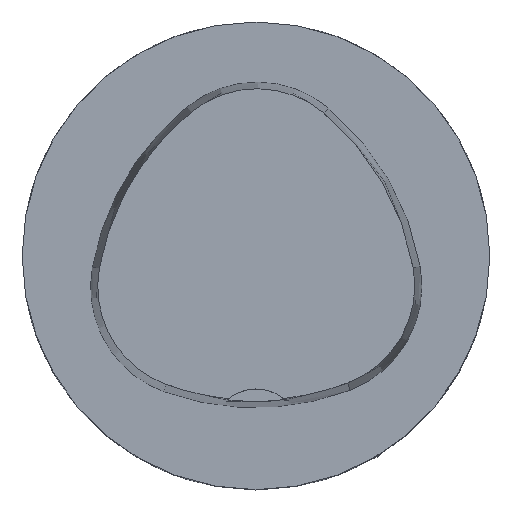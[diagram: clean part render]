
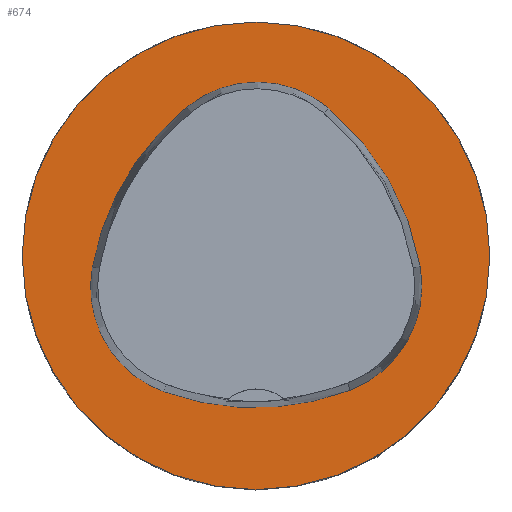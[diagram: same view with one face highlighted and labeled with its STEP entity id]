
A CAD part, top view. The second image highlights one B-rep face of the part: STEP entity #674.
In plain terms, the highlighted planar face has unit normal (0, 0, 1).
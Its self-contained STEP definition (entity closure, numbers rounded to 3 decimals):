
#608=FACE_BOUND('',#960,.T.);
#609=FACE_BOUND('',#961,.T.);
#674=ADVANCED_FACE('',(#608,#609),#766,.T.);
#766=PLANE('',#2343);
#960=EDGE_LOOP('',(#1270,#1271,#1272,#1273,#1274,#1275));
#961=EDGE_LOOP('',(#1276));
#1270=ORIENTED_EDGE('',*,*,#1894,.T.);
#1271=ORIENTED_EDGE('',*,*,#1874,.T.);
#1272=ORIENTED_EDGE('',*,*,#1878,.T.);
#1273=ORIENTED_EDGE('',*,*,#1881,.T.);
#1274=ORIENTED_EDGE('',*,*,#1884,.T.);
#1275=ORIENTED_EDGE('',*,*,#1892,.T.);
#1276=ORIENTED_EDGE('',*,*,#1865,.F.);
#1653=VERTEX_POINT('',#3329);
#1662=VERTEX_POINT('',#3348);
#1663=VERTEX_POINT('',#3349);
#1666=VERTEX_POINT('',#3357);
#1668=VERTEX_POINT('',#3363);
#1670=VERTEX_POINT('',#3369);
#1677=VERTEX_POINT('',#3390);
#1865=EDGE_CURVE('',#1653,#1653,#2056,.T.);
#1874=EDGE_CURVE('',#1662,#1663,#2057,.T.);
#1878=EDGE_CURVE('',#1663,#1666,#2059,.T.);
#1881=EDGE_CURVE('',#1666,#1668,#2061,.T.);
#1884=EDGE_CURVE('',#1668,#1670,#2063,.T.);
#1892=EDGE_CURVE('',#1670,#1677,#2067,.T.);
#1894=EDGE_CURVE('',#1677,#1662,#2069,.T.);
#2056=CIRCLE('',#2315,31.5);
#2057=CIRCLE('',#2321,36.);
#2059=CIRCLE('',#2324,15.);
#2061=CIRCLE('',#2327,36.);
#2063=CIRCLE('',#2330,15.);
#2067=CIRCLE('',#2335,36.);
#2069=CIRCLE('',#2338,15.);
#2315=AXIS2_PLACEMENT_3D('',#3328,#2659,#2660);
#2321=AXIS2_PLACEMENT_3D('',#3347,#2675,#2676);
#2324=AXIS2_PLACEMENT_3D('',#3356,#2683,#2684);
#2327=AXIS2_PLACEMENT_3D('',#3362,#2690,#2691);
#2330=AXIS2_PLACEMENT_3D('',#3368,#2697,#2698);
#2335=AXIS2_PLACEMENT_3D('',#3391,#2709,#2710);
#2338=AXIS2_PLACEMENT_3D('',#3394,#2715,#2716);
#2343=AXIS2_PLACEMENT_3D('',#3399,#2725,#2726);
#2659=DIRECTION('',(0.,0.,-1.));
#2660=DIRECTION('',(-1.,0.,0.));
#2675=DIRECTION('',(0.,0.,-1.));
#2676=DIRECTION('',(-1.,0.,0.));
#2683=DIRECTION('',(0.,0.,-1.));
#2684=DIRECTION('',(-1.,0.,0.));
#2690=DIRECTION('',(0.,0.,-1.));
#2691=DIRECTION('',(-1.,0.,0.));
#2697=DIRECTION('',(0.,0.,-1.));
#2698=DIRECTION('',(-1.,0.,0.));
#2709=DIRECTION('',(0.,0.,-1.));
#2710=DIRECTION('',(-1.,0.,0.));
#2715=DIRECTION('',(0.,0.,-1.));
#2716=DIRECTION('',(-1.,0.,0.));
#2725=DIRECTION('',(0.,0.,1.));
#2726=DIRECTION('',(1.,0.,0.));
#3328=CARTESIAN_POINT('',(0.,0.,0.));
#3329=CARTESIAN_POINT('',(-31.5,0.,0.));
#3347=CARTESIAN_POINT('',(13.398,-7.893,0.));
#3348=CARTESIAN_POINT('',(-22.041,-1.562,0.));
#3349=CARTESIAN_POINT('',(-9.317,20.036,0.));
#3356=CARTESIAN_POINT('',(0.148,8.399,0.));
#3357=CARTESIAN_POINT('',(9.779,19.898,0.));
#3362=CARTESIAN_POINT('',(-13.337,-7.7,0.));
#3363=CARTESIAN_POINT('',(22.122,-1.48,0.));
#3368=CARTESIAN_POINT('',(7.347,-4.071,0.));
#3369=CARTESIAN_POINT('',(12.693,-18.087,0.));
#3390=CARTESIAN_POINT('',(-12.373,-18.307,0.));
#3391=CARTESIAN_POINT('',(-0.137,15.55,0.));
#3394=CARTESIAN_POINT('',(-7.275,-4.2,0.));
#3399=CARTESIAN_POINT('',(0.,0.,0.));
